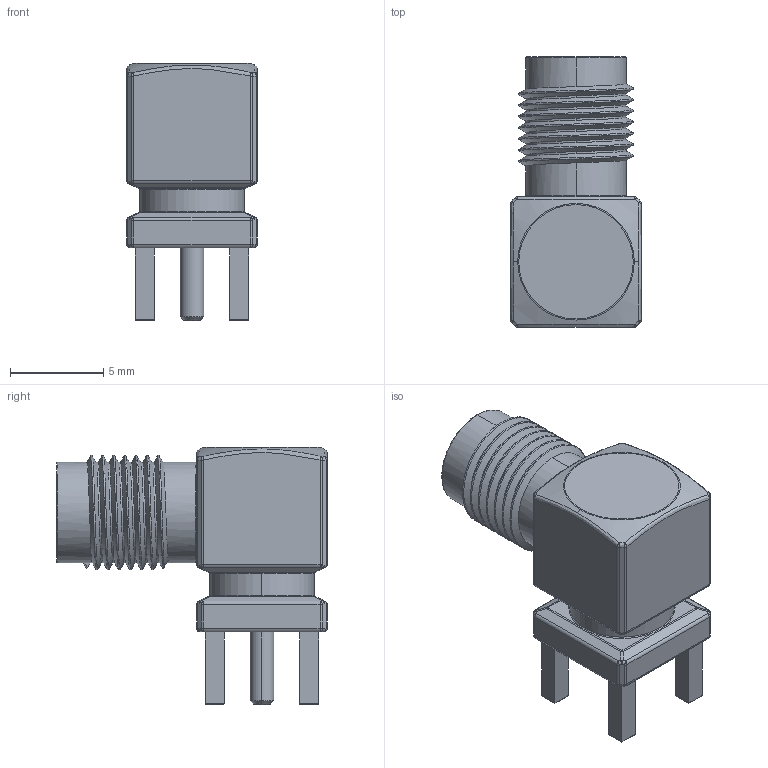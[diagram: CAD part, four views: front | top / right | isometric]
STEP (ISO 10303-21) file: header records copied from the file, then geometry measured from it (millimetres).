
FILE_DESCRIPTION (( 'STEP AP203' ), '1' );
FILE_NAME ('SMA ANGLED.STEP', '2021-04-26T07:01:47', ( '' ), ( '' ), 'SwSTEP 2.0', 'SolidWorks 2014', '' );
FILE_SCHEMA (( 'CONFIG_CONTROL_DESIGN' ));
Length unit declared in the file: millimetre
Products named in the file (1): SMA ANGLED
Bounding box: 7 x 14.5 x 13.8 mm (x, y, z)
Volume: 447.1 mm3; surface area: 915.4 mm2
Topology: 1 solids, 2 shells, 272 faces, 591 edges, 320 vertices
Faces by surface type: cylinder 117, plane 66, sphere 48, bspline 21, torus 16, cone 4
Entity records: 10285 total; most frequent: CARTESIAN_POINT 4589, DIRECTION 1213, ORIENTED_EDGE 1150, EDGE_CURVE 575, AXIS2_PLACEMENT_3D 484, VERTEX_POINT 320, EDGE_LOOP 285, FACE_OUTER_BOUND 272
